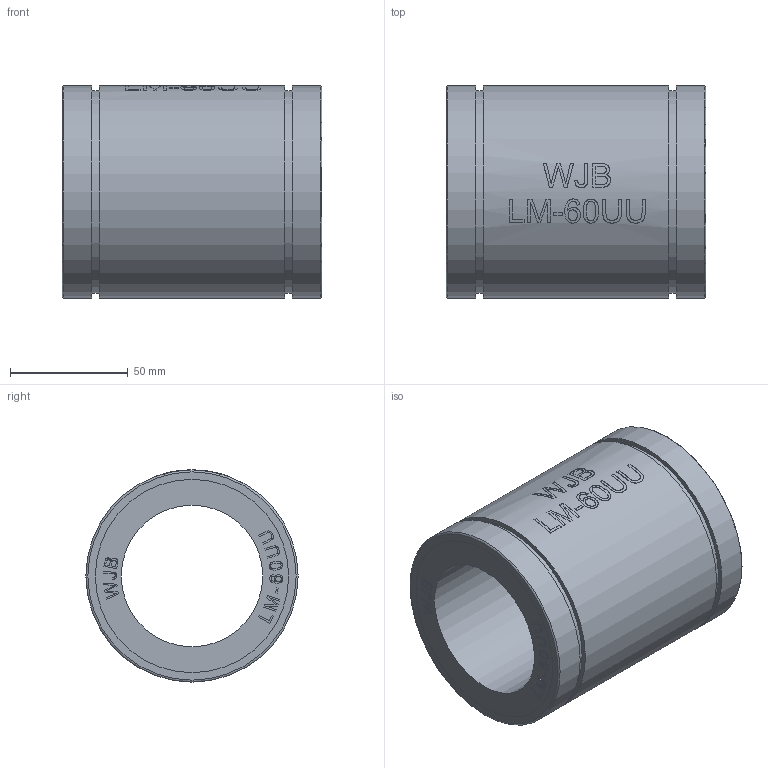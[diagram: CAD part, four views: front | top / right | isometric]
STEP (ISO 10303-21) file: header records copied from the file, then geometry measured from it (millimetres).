
FILE_DESCRIPTION(/* description */ (''),/* implementation_level */ '2;1');
FILE_NAME(/* name */ 'WJB-LM-60UU.stp',/* time_stamp */ '2019-01-27T11:30:03+08:00',/* author */ (''),/* organization */ (''),/* preprocessor_version */ 'ST-DEVELOPER v11',/* originating_system */ 'SIEMENS UGS NX 6.0',/* authorisation */ '');
FILE_SCHEMA (('AUTOMOTIVE_DESIGN { 1 0 10303 214 1 1 1 1 }'));
Length unit declared in the file: millimetre
Products named in the file (1): ROCKE321yztd
Bounding box: 110 x 90 x 90 mm (x, y, z)
Volume: 384655.1 mm3; surface area: 60980.9 mm2
Topology: 1 solids, 1 shells, 279 faces, 685 edges, 456 vertices
Faces by surface type: plane 159, extrusion 96, cylinder 22, torus 2
Full cylindrical faces by diameter (mm): 60 x1, 82 x2, 86 x2, 90 x3
Entity records: 10781 total; most frequent: CARTESIAN_POINT 4661, ORIENTED_EDGE 1350, DIRECTION 923, EDGE_CURVE 675, VERTEX_POINT 456, VECTOR 439, B_SPLINE_CURVE_WITH_KNOTS 370, LINE 343
